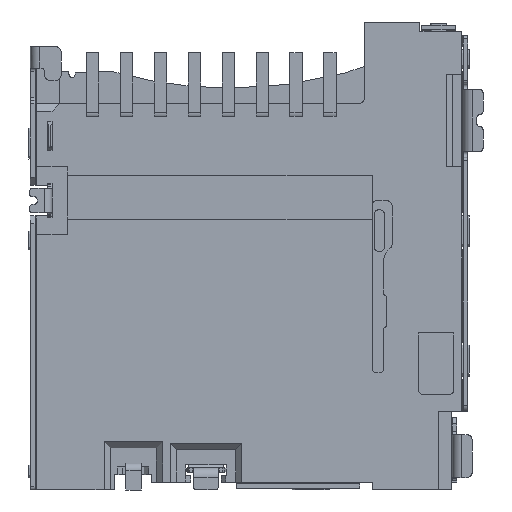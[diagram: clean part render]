
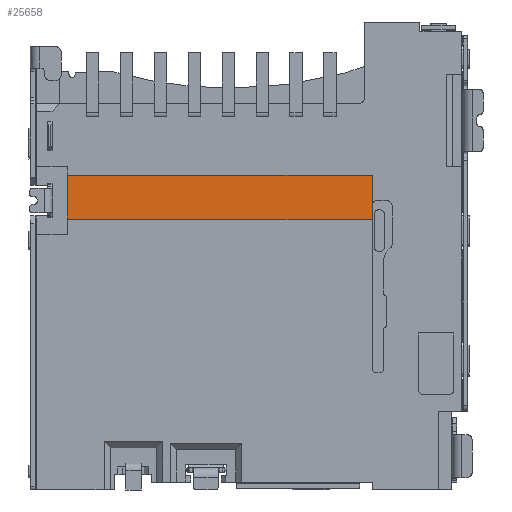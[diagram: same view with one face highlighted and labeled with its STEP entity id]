
A CAD part, front view. The second image highlights one B-rep face of the part: STEP entity #25658.
In plain terms, the highlighted planar face has unit normal (0, -1, 0).
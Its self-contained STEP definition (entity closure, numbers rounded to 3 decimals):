
#663 = EDGE_CURVE ( 'NONE', #23613, #23429, #8230, .T. ) ;
#6035 = EDGE_CURVE ( 'NONE', #23454, #23613, #15952, .T. ) ;
#6038 = EDGE_CURVE ( 'NONE', #23518, #23454, #15958, .T. ) ;
#6039 = EDGE_CURVE ( 'NONE', #23429, #23518, #15960, .T. ) ;
#8230 = LINE ( 'NONE', #9463, #8243 ) ;
#8243 = VECTOR ( 'NONE', #9469, 1000. ) ;
#9463 = CARTESIAN_POINT ( 'NONE',  ( -5.9, -0.02, -5.8 ) ) ;
#9469 = DIRECTION ( 'NONE',  ( 0., 0., -1. ) ) ;
#14105 = EDGE_LOOP ( 'NONE', ( #24936, #24937, #24938, #24939 ) ) ;
#14672 = CARTESIAN_POINT ( 'NONE',  ( -0.95, -0.02, -4.975 ) ) ;
#14673 = DIRECTION ( 'NONE',  ( -1., 0., 0. ) ) ;
#14678 = CARTESIAN_POINT ( 'NONE',  ( 4., -0.02, -8.113 ) ) ;
#14679 = DIRECTION ( 'NONE',  ( 0., 0., 1. ) ) ;
#14680 = CARTESIAN_POINT ( 'NONE',  ( -0.95, -0.02, -6.4 ) ) ;
#14681 = DIRECTION ( 'NONE',  ( 1., 0., 0. ) ) ;
#15952 = LINE ( 'NONE', #14672, #15953 ) ;
#15953 = VECTOR ( 'NONE', #14673, 1000. ) ;
#15958 = LINE ( 'NONE', #14678, #15959 ) ;
#15959 = VECTOR ( 'NONE', #14679, 1000. ) ;
#15960 = LINE ( 'NONE', #14680, #15961 ) ;
#15961 = VECTOR ( 'NONE', #14681, 1000. ) ;
#16980 = FACE_OUTER_BOUND ( 'NONE', #14105, .T. ) ;
#17410 = AXIS2_PLACEMENT_3D ( 'NONE', #20007, #20016, #20017 ) ;
#17923 = CARTESIAN_POINT ( 'NONE',  ( -5.9, -0.02, -6.4 ) ) ;
#17948 = CARTESIAN_POINT ( 'NONE',  ( 4., -0.02, -4.975 ) ) ;
#18012 = CARTESIAN_POINT ( 'NONE',  ( 4., -0.02, -6.4 ) ) ;
#18107 = CARTESIAN_POINT ( 'NONE',  ( -5.9, -0.02, -4.975 ) ) ;
#20004 = PLANE ( 'NONE',  #17410 ) ;
#20007 = CARTESIAN_POINT ( 'NONE',  ( -5.9, -0.02, -6.4 ) ) ;
#20016 = DIRECTION ( 'NONE',  ( 0., -1., 0. ) ) ;
#20017 = DIRECTION ( 'NONE',  ( 1., 0., 0. ) ) ;
#23429 = VERTEX_POINT ( 'NONE', #17923 ) ;
#23454 = VERTEX_POINT ( 'NONE', #17948 ) ;
#23518 = VERTEX_POINT ( 'NONE', #18012 ) ;
#23613 = VERTEX_POINT ( 'NONE', #18107 ) ;
#24936 = ORIENTED_EDGE ( 'NONE', *, *, #6035, .T. ) ;
#24937 = ORIENTED_EDGE ( 'NONE', *, *, #663, .T. ) ;
#24938 = ORIENTED_EDGE ( 'NONE', *, *, #6039, .T. ) ;
#24939 = ORIENTED_EDGE ( 'NONE', *, *, #6038, .T. ) ;
#25658 = ADVANCED_FACE ( 'NONE', ( #16980 ), #20004, .T. ) ;
